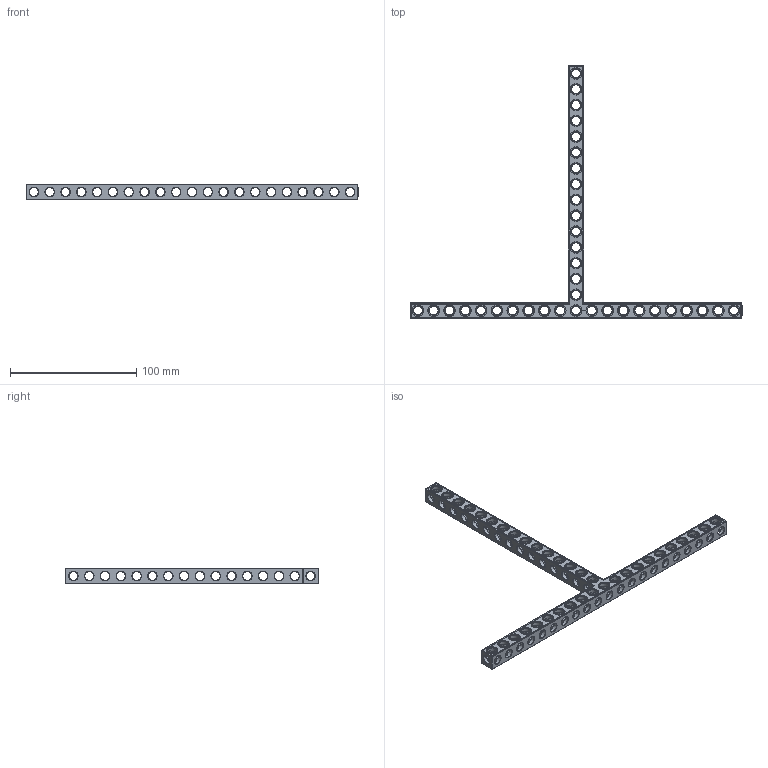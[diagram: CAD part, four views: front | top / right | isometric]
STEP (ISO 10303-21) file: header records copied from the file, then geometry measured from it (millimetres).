
FILE_DESCRIPTION(('FreeCAD Model'),'2;1');
FILE_NAME('Open CASCADE Shape Model','2022-01-29T23:05:11',( 'Paulo Kiefe'),('STEMFIE.org'),'Open CASCADE STEP processor 7.4', 'FreeCAD','Unknown');
FILE_SCHEMA(('AUTOMOTIVE_DESIGN { 1 0 10303 214 1 1 1 1 }'));
Products named in the file (1): Beam_TSH_SYM_ESS_BU21x16x01_-_SPN-BEM-1185_(stemfie.org)
Bounding box: 262.5 x 200 x 12.5 mm (x, y, z)
Volume: 35167.4 mm3; surface area: 31441.4 mm2
Topology: 1 solids, 1 shells, 932 faces, 2921 edges, 1918 vertices
Faces by surface type: plane 423, cylinder 219, cone 148, extrusion 142
Full cylindrical faces by diameter (mm): 6.98 x22, 7 x161, 9.2 x36
Entity records: 118731 total; most frequent: CARTESIAN_POINT 64579, DIRECTION 8767, ORIENTED_EDGE 5842, PCURVE 5842, DEFINITIONAL_REPRESENTATION 5842, VECTOR 5359, LINE 5217, EDGE_CURVE 2921
